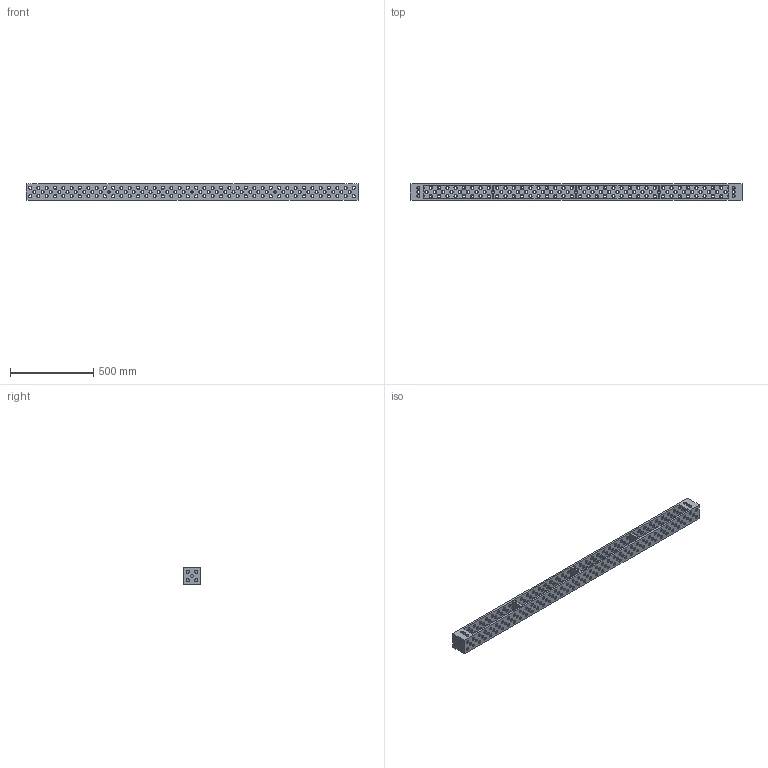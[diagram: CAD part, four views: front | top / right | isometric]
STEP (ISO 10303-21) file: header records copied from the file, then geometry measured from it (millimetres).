
FILE_DESCRIPTION(('STEP AP214'),'1');
FILE_NAME('160390.STP','2011-09-06T08:23:32',(' '),(' '),'Spatial InterOp 3D',' ',' ');
FILE_SCHEMA(('automotive_design'));
Length unit declared in the file: millimetre
Products named in the file (1): Quader
Bounding box: 2000 x 100 x 100 mm (x, y, z)
Volume: 6165142.8 mm3; surface area: 1279389.4 mm2
Topology: 1 solids, 1 shells, 2275 faces, 5371 edges, 3084 vertices
Faces by surface type: cone 1490, cylinder 764, plane 21
Entity records: 84715 total; most frequent: DIRECTION 12941, ORIENTED_EDGE 10742, CARTESIAN_POINT 10731, EDGE_CURVE 5371, AXIS2_PLACEMENT_3D 5294, VERTEX_POINT 3084, EDGE_LOOP 3025, CIRCLE 3018
